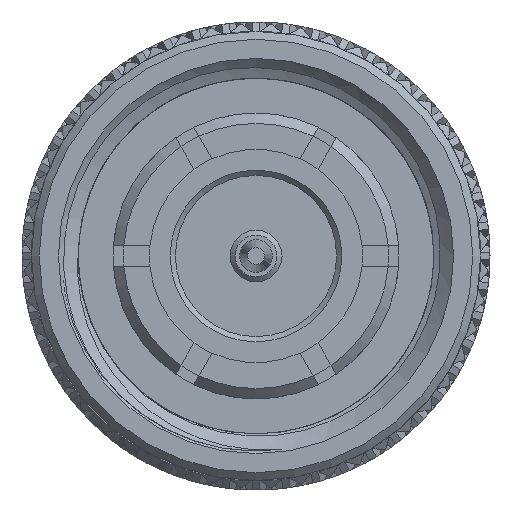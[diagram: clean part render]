
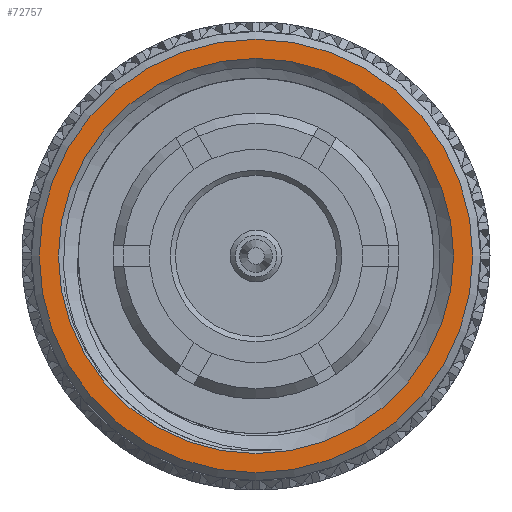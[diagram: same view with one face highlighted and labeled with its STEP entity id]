
A CAD part, left-side view. The second image highlights one B-rep face of the part: STEP entity #72757.
In plain terms, the highlighted planar face has unit normal (-1, 0, 0).
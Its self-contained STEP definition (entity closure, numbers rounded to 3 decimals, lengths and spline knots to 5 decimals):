
#6441 = DIRECTION ( 'NONE',  ( 0., 0., -1. ) ) ;
#6718 = AXIS2_PLACEMENT_3D ( 'NONE', #38800, #130170, #90931 ) ;
#12165 = FACE_OUTER_BOUND ( 'NONE', #110339, .T. ) ;
#14390 = CARTESIAN_POINT ( 'NONE',  ( 0., 0., 0.38 ) ) ;
#16840 = DIRECTION ( 'NONE',  ( -1., 0., 0. ) ) ;
#32553 = AXIS2_PLACEMENT_3D ( 'NONE', #69526, #16840, #6441 ) ;
#38151 = ORIENTED_EDGE ( 'NONE', *, *, #128094, .F. ) ;
#38800 = CARTESIAN_POINT ( 'NONE',  ( 0., 0., 0. ) ) ;
#54415 = FACE_BOUND ( 'NONE', #100930, .T. ) ;
#66439 = CIRCLE ( 'NONE', #6718, 0.38 ) ;
#69526 = CARTESIAN_POINT ( 'NONE',  ( 0., 0., 0. ) ) ;
#70169 = CIRCLE ( 'NONE', #32553, 0.41686 ) ;
#72757 = ADVANCED_FACE ( 'NONE', ( #12165, #54415 ), #118813, .F. ) ;
#76772 = ORIENTED_EDGE ( 'NONE', *, *, #106802, .T. ) ;
#87638 = DIRECTION ( 'NONE',  ( 1., 0., 0. ) ) ;
#90931 = DIRECTION ( 'NONE',  ( 0., 0., 1. ) ) ;
#96155 = VERTEX_POINT ( 'NONE', #128050 ) ;
#98019 = AXIS2_PLACEMENT_3D ( 'NONE', #108431, #87638, #129924 ) ;
#100930 = EDGE_LOOP ( 'NONE', ( #38151 ) ) ;
#106802 = EDGE_CURVE ( 'NONE', #96155, #96155, #70169, .T. ) ;
#108431 = CARTESIAN_POINT ( 'NONE',  ( 0., 0.41186, 0. ) ) ;
#110339 = EDGE_LOOP ( 'NONE', ( #76772 ) ) ;
#118813 = PLANE ( 'NONE',  #98019 ) ;
#122938 = VERTEX_POINT ( 'NONE', #14390 ) ;
#128050 = CARTESIAN_POINT ( 'NONE',  ( 0., 0., -0.41686 ) ) ;
#128094 = EDGE_CURVE ( 'NONE', #122938, #122938, #66439, .T. ) ;
#129924 = DIRECTION ( 'NONE',  ( 0., 0., -1. ) ) ;
#130170 = DIRECTION ( 'NONE',  ( -1., 0., 0. ) ) ;
